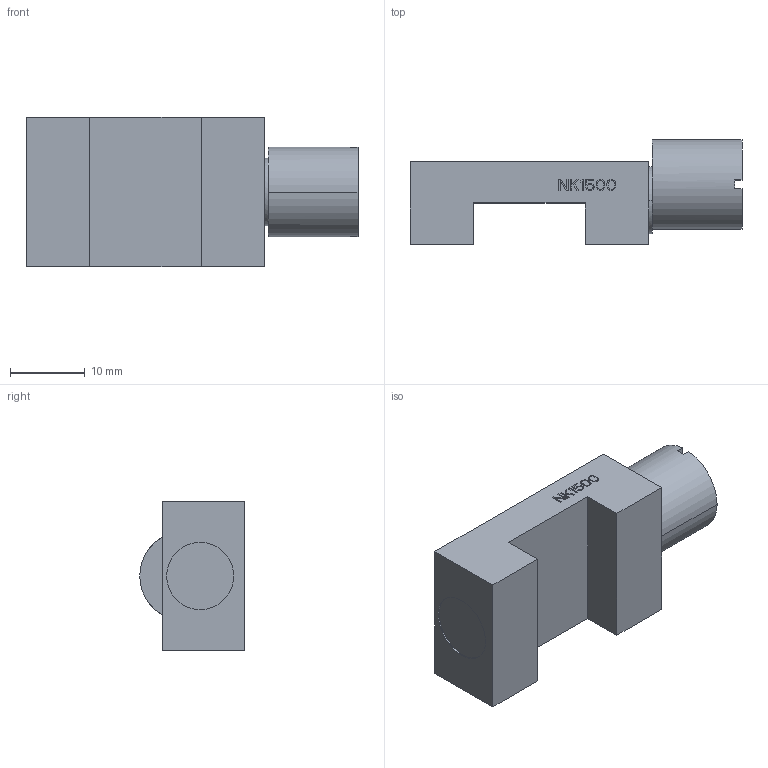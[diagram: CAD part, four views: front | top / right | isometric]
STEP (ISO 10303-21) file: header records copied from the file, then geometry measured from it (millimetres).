
FILE_DESCRIPTION((''),'2;1');
FILE_NAME('NK1500','2024-08-08T10:18:53',('lx'),(''),'CREO PARAMETRIC BY PTC INC, 2018100','CREO PARAMETRIC BY PTC INC, 2018100','');
FILE_SCHEMA(('CONFIG_CONTROL_DESIGN'));
Length unit declared in the file: millimetre
Products named in the file (1): NK1500
Bounding box: 44.5 x 14 x 20 mm (x, y, z)
Volume: 6615.2 mm3; surface area: 3299 mm2
Topology: 1 solids, 2 shells, 205 faces, 559 edges, 372 vertices
Faces by surface type: plane 189, cylinder 16
Entity records: 6413 total; most frequent: CARTESIAN_POINT 1136, ORIENTED_EDGE 1118, DIRECTION 1009, EDGE_CURVE 559, VECTOR 519, LINE 519, VERTEX_POINT 372, AXIS2_PLACEMENT_3D 245
